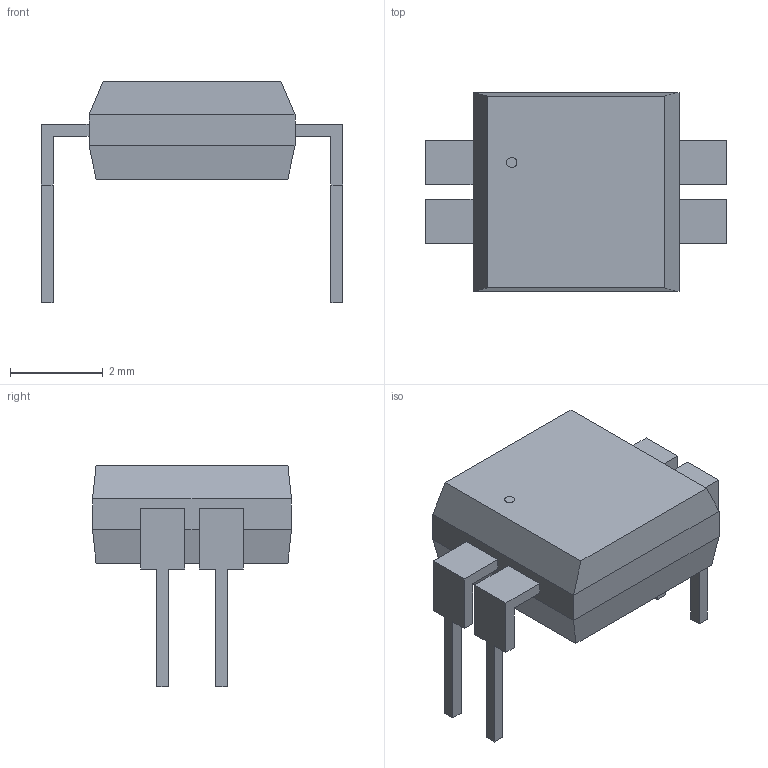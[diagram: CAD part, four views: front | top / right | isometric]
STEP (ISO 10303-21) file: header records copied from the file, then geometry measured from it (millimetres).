
FILE_DESCRIPTION(('STEP AP214'),'1');
FILE_NAME('RELAY_AQY_SO4_41X_PAN','2024-02-20T03:16:41',(''),(''),'','','');
FILE_SCHEMA(('AUTOMOTIVE_DESIGN'));
Length unit declared in the file: millimetre
Products named in the file (1): product
Bounding box: 6.5 x 4.29 x 4.78 mm (x, y, z)
Volume: 41 mm3; surface area: 102.1 mm2
Topology: 6 solids, 6 shells, 65 faces, 151 edges, 98 vertices
Faces by surface type: plane 64, cylinder 1
Full cylindrical faces by diameter (mm): 0.222 x1
Entity records: 1877 total; most frequent: ORIENTED_EDGE 300, DIRECTION 286, CARTESIAN_POINT 167, EDGE_CURVE 150, LINE 148, VECTOR 148, VERTEX_POINT 98, AXIS2_PLACEMENT_3D 69
